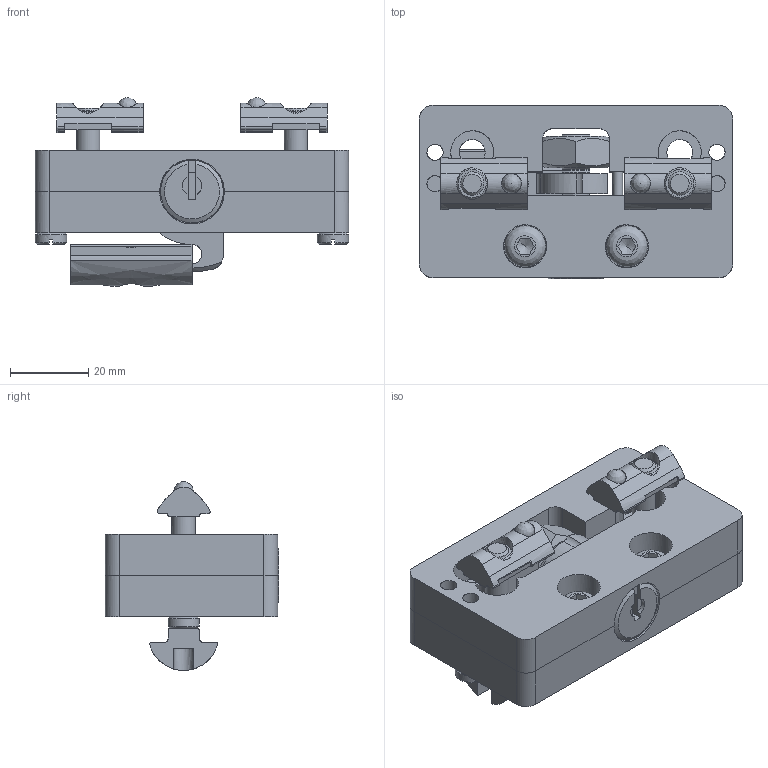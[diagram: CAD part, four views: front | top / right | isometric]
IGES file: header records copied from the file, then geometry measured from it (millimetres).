
Global section: file name: SZ0410S_A; native system: Autodesk Inventor 2015; preprocessor: unknown; author: Behrens; date: 20151123.103248; units: millimetre
Bounding box: 80 x 44.25 x 48.2 mm (x, y, z)
Volume: 67574.7 mm3; surface area: 37833.4 mm2
Topology: 24 solids, 24 shells, 543 faces, 1507 edges, 1023 vertices
Faces by surface type: bspline 543
